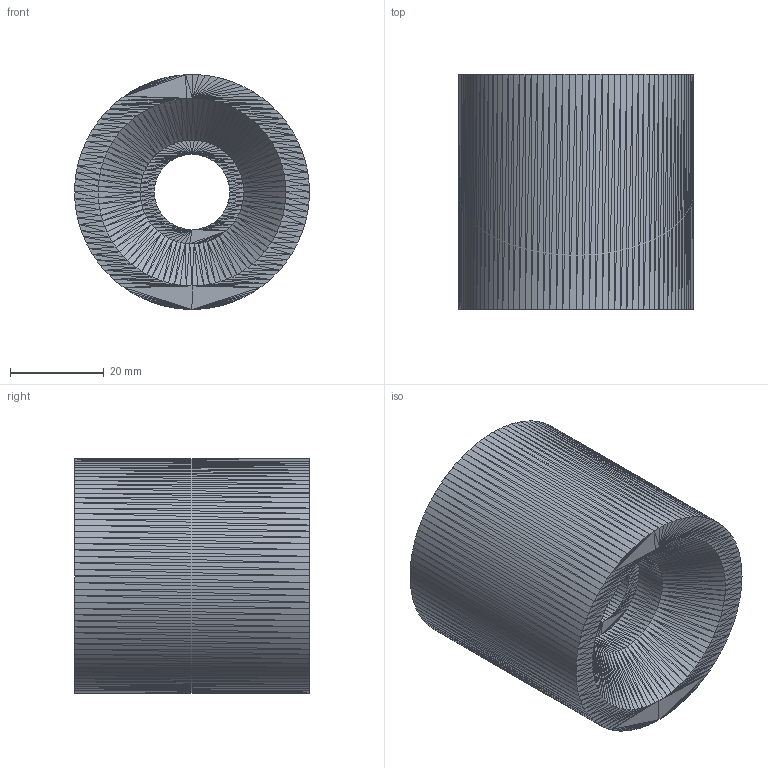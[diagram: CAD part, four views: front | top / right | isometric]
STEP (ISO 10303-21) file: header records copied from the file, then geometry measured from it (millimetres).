
FILE_DESCRIPTION((''),'2;1');
FILE_NAME('Front Wheel', '2026-01-31T14:30:05', (''), (''), 'ImageToStl.com STEP Converter','', '');
FILE_SCHEMA(('AUTOMOTIVE_DESIGN_CC2'));
Length unit declared in the file: metre
Products named in the file (1): product0
Bounding box: 50 x 50 x 50 mm (x, y, z)
Surface area: 14024.1 mm2 (no closed solid volume)
Topology: 0 solids, 1700 shells, 1700 faces, 5100 edges, 850 vertices
Faces by surface type: plane 1700
Entity records: 39128 total; most frequent: DIRECTION 8502, ORIENTED_EDGE 5100, EDGE_CURVE 5100, LINE 5100, VECTOR 5100, AXIS2_PLACEMENT_3D 1701, FACE_SURFACE 1700, PLANE 1700
